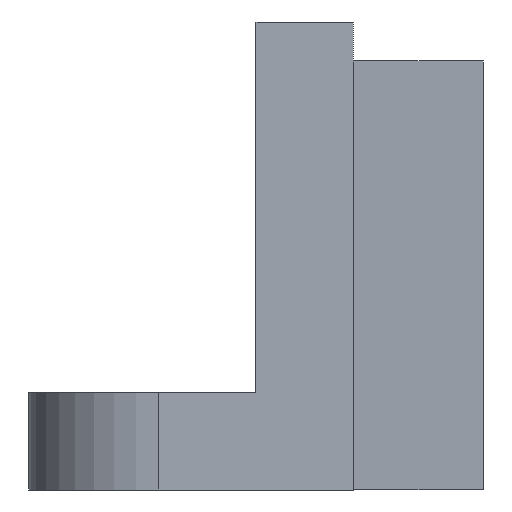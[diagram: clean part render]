
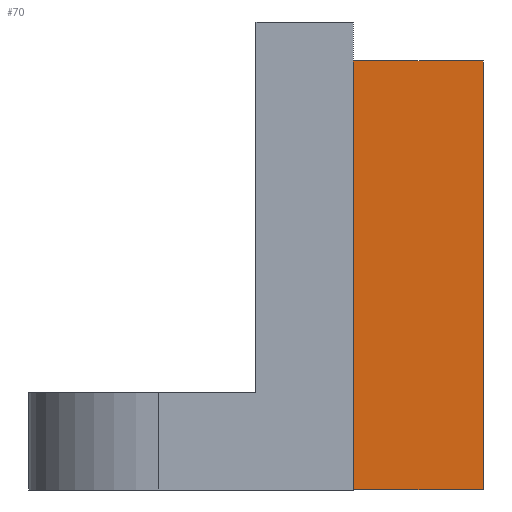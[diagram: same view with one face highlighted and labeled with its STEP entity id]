
A CAD part, left-side view. The second image highlights one B-rep face of the part: STEP entity #70.
In plain terms, the highlighted planar face has unit normal (-0.999, 0, -0.038).
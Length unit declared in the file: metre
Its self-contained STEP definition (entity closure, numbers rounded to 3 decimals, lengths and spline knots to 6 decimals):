
#70=ADVANCED_FACE('0:82',(#119),#120,.T.);
#119=FACE_OUTER_BOUND('',#174,.T.);
#120=PLANE('',#175);
#174=EDGE_LOOP('',(#349,#350,#351,#352));
#175=AXIS2_PLACEMENT_3D('',#353,#354,#355);
#349=ORIENTED_EDGE('',*,*,#451,.T.);
#350=ORIENTED_EDGE('',*,*,#462,.T.);
#351=ORIENTED_EDGE('',*,*,#463,.T.);
#352=ORIENTED_EDGE('',*,*,#464,.F.);
#353=CARTESIAN_POINT('',(-0.01,-0.004,0.00001));
#354=DIRECTION('',(-0.999,0.0,-0.038));
#355=DIRECTION('',(-0.038,0.0,0.999));
#451=EDGE_CURVE('0:229',#558,#556,#559,.T.);
#462=EDGE_CURVE('0:262',#556,#572,#574,.T.);
#463=EDGE_CURVE('0:265',#572,#575,#576,.T.);
#464=EDGE_CURVE('0:268',#558,#575,#577,.T.);
#556=VERTEX_POINT('',#707);
#558=VERTEX_POINT('',#710);
#559=LINE('',#711,#712);
#572=VERTEX_POINT('',#734);
#574=LINE('',#737,#738);
#575=VERTEX_POINT('',#739);
#576=LINE('',#740,#741);
#577=LINE('',#742,#743);
#707=CARTESIAN_POINT('',(-0.01,0.0,0.00001));
#710=CARTESIAN_POINT('',(-0.0105,0.0,0.01321));
#711=CARTESIAN_POINT('',(-0.0105,0.0,0.01321));
#712=VECTOR('',#825,0.03937);
#734=CARTESIAN_POINT('',(-0.01,-0.004,0.00001));
#737=CARTESIAN_POINT('',(-0.01,0.0,0.00001));
#738=VECTOR('',#836,0.03937);
#739=CARTESIAN_POINT('',(-0.0105,-0.004,0.01321));
#740=CARTESIAN_POINT('',(-0.01,-0.004,0.00001));
#741=VECTOR('',#837,0.03937);
#742=CARTESIAN_POINT('',(-0.0105,0.0,0.01321));
#743=VECTOR('',#838,0.03937);
#825=DIRECTION('',(0.038,0.0,-0.999));
#836=DIRECTION('',(0.0,-1.0,0.0));
#837=DIRECTION('',(-0.038,0.0,0.999));
#838=DIRECTION('',(0.0,-1.0,0.0));
